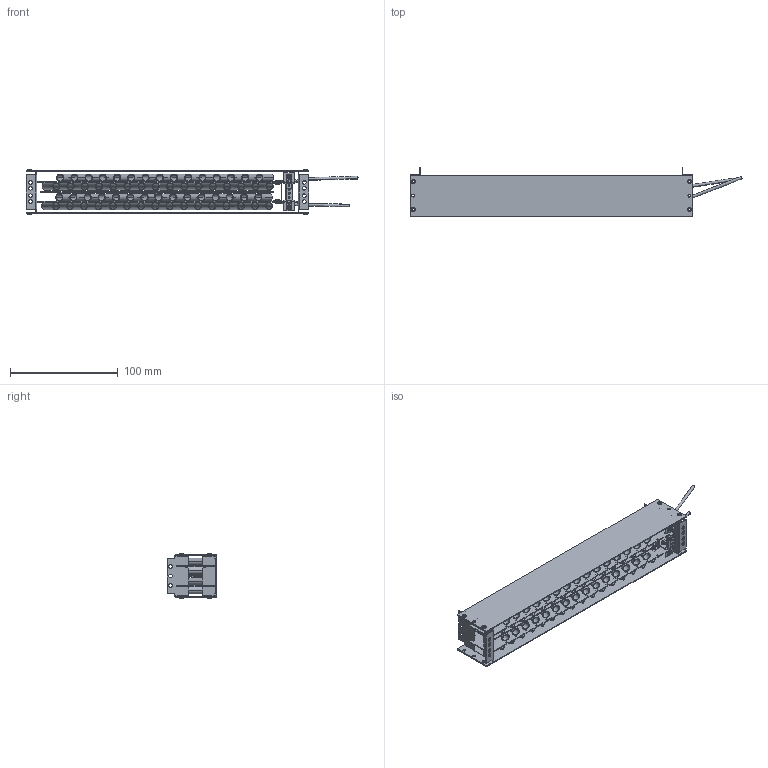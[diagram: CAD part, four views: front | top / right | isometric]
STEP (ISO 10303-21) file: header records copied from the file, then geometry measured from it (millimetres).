
FILE_DESCRIPTION (( 'STEP AP203' ), '1' );
FILE_NAME ('CB10 AUG2017 203.STEP', '2017-08-31T13:43:04', ( '' ), ( '' ), 'SwSTEP 2.0', 'SolidWorks 2017', '' );
FILE_SCHEMA (( 'CONFIG_CONTROL_DESIGN' ));
Length unit declared in the file: inch
Products named in the file (1): CB10 AUG2017 203
Bounding box: 308.24 x 46.37 x 41.63 mm (x, y, z)
Volume: 57516.1 mm3; surface area: 175214.8 mm2
Topology: 129 solids, 129 shells, 1880 faces, 4581 edges, 2995 vertices
Faces by surface type: plane 906, cylinder 712, cone 195, torus 58, bspline 8, sphere 1
Full cylindrical faces by diameter (mm): 2.794 x1
Entity records: 64764 total; most frequent: CARTESIAN_POINT 18744, DIRECTION 9828, ORIENTED_EDGE 9164, EDGE_CURVE 4582, AXIS2_PLACEMENT_3D 3599, VERTEX_POINT 2996, VECTOR 2630, LINE 2630
